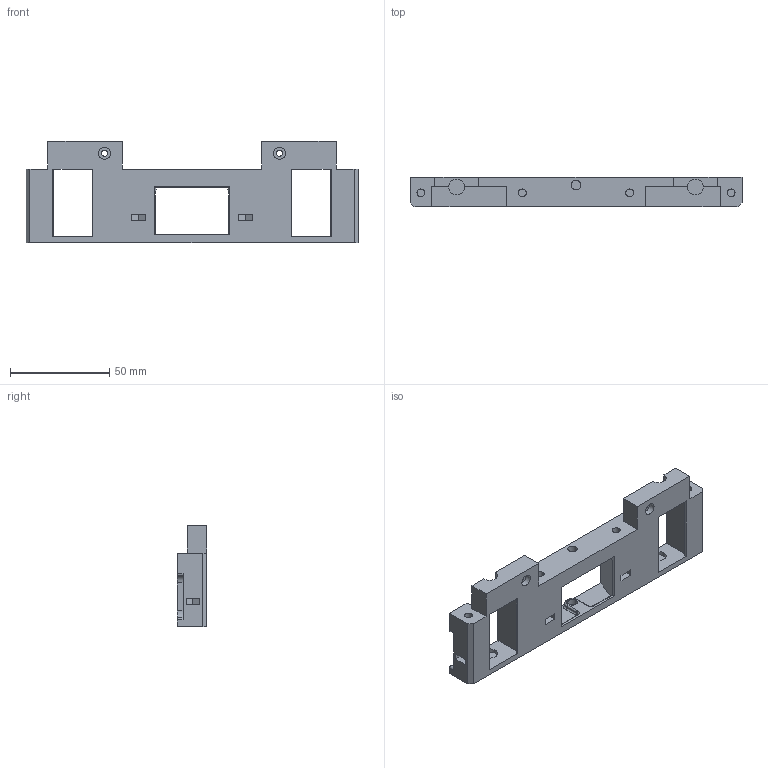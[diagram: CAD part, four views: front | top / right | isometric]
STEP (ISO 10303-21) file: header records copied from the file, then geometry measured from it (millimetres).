
FILE_DESCRIPTION(('FreeCAD Model'),'2;1');
FILE_NAME('LidPhoneCarriage.step','2016-11-30T19:08:05',('Author'),('') ,'Open CASCADE STEP processor 6.8','FreeCAD','Unknown');
FILE_SCHEMA(('AUTOMOTIVE_DESIGN_CC2 { 1 2 10303 214 -1 1 5 4 }'));
Length unit declared in the file: millimetre
Products named in the file (2): ASSEMBLY; LidPhoneCarriage
Assembly tree (1 placements, depth 2):
  ASSEMBLY
    LidPhoneCarriage
Bounding box: 167 x 15 x 51 mm (x, y, z)
Volume: 55117.5 mm3; surface area: 24288.4 mm2
Topology: 1 solids, 1 shells, 157 faces, 403 edges, 263 vertices
Faces by surface type: plane 100, cylinder 49, torus 8
Full cylindrical faces by diameter (mm): 3 x2, 4 x8, 4.8 x2, 6 x2, 8 x2
Entity records: 10929 total; most frequent: CARTESIAN_POINT 2760, DIRECTION 1523, LINE 941, VECTOR 941, ORIENTED_EDGE 806, PCURVE 806, DEFINITIONAL_REPRESENTATION 806, EDGE_CURVE 403
